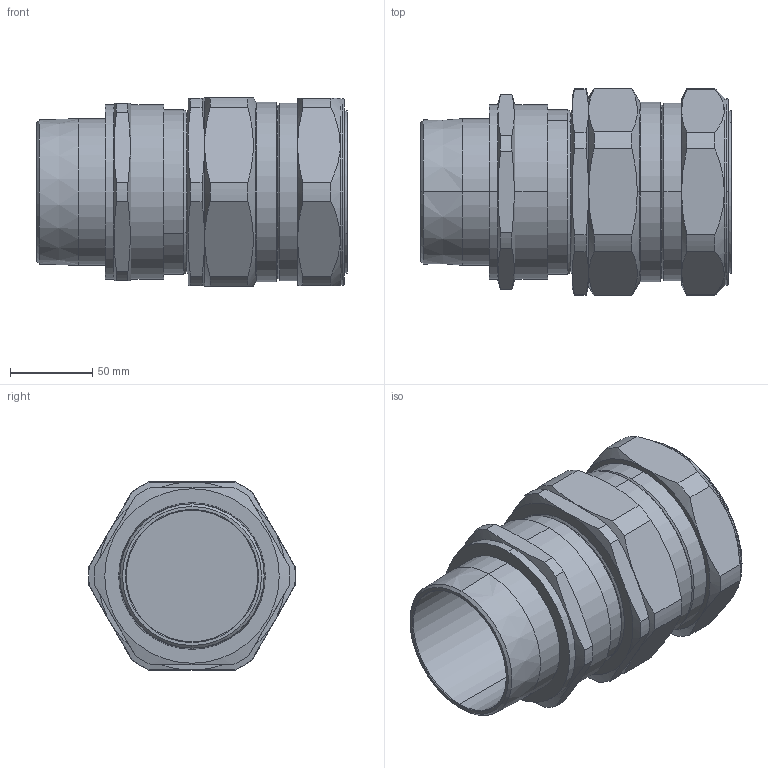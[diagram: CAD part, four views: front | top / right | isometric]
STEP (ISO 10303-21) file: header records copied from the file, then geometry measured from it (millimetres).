
FILE_DESCRIPTION (( 'STEP AP203' ), '1' );
FILE_NAME ('90E%1RA038.STEP', '2021-04-21T12:11:17', ( '' ), ( '' ), 'SwSTEP 2.0', 'SolidWorks 2017', '' );
FILE_SCHEMA (( 'CONFIG_CONTROL_DESIGN' ));
Length unit declared in the file: millimetre
Products named in the file (1): 90E%1RA038
Bounding box: 188.8 x 125.67 x 114.3 mm (x, y, z)
Volume: 639150.7 mm3; surface area: 133688 mm2
Topology: 1 solids, 1 shells, 152 faces, 370 edges, 230 vertices
Faces by surface type: cylinder 50, cone 48, plane 48, torus 6
Entity records: 4973 total; most frequent: CARTESIAN_POINT 1337, DIRECTION 766, ORIENTED_EDGE 740, EDGE_CURVE 370, AXIS2_PLACEMENT_3D 319, VERTEX_POINT 230, CIRCLE 166, EDGE_LOOP 164
